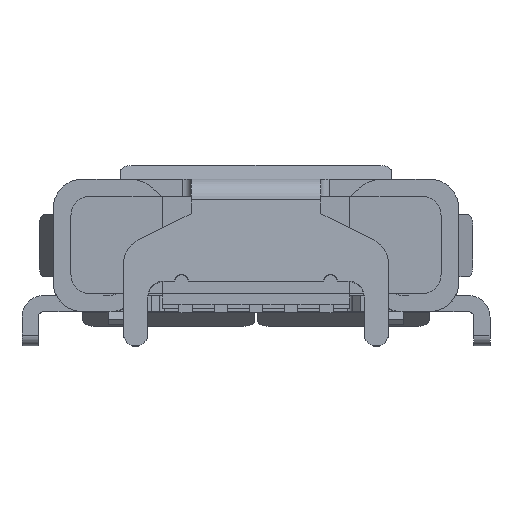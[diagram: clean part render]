
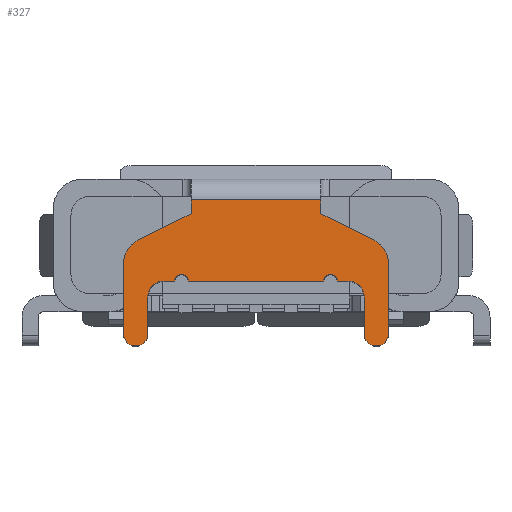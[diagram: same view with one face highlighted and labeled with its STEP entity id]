
A CAD part, top view. The second image highlights one B-rep face of the part: STEP entity #327.
In plain terms, the highlighted planar face has unit normal (0, 0.037, 0.999).
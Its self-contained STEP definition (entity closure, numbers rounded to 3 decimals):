
#327=ADVANCED_FACE('',(#1117),#1118,.T.);
#1117=FACE_OUTER_BOUND('',#2345,.T.);
#1118=PLANE('',#2346);
#2345=EDGE_LOOP('',(#5381,#5382,#5383,#5384,#5385,#5386,#5387,#5388,#5389,#5390,#5391,#5392,#5393,#5394,#5395,#5396,#5397,#5398,#5399,#5400,#5401,#5402,#5403,#5404));
#2346=AXIS2_PLACEMENT_3D('',#5405,#5406,#5407);
#5381=ORIENTED_EDGE('',*,*,#8037,.F.);
#5382=ORIENTED_EDGE('',*,*,#8040,.F.);
#5383=ORIENTED_EDGE('',*,*,#8041,.T.);
#5384=ORIENTED_EDGE('',*,*,#8042,.F.);
#5385=ORIENTED_EDGE('',*,*,#7066,.T.);
#5386=ORIENTED_EDGE('',*,*,#8043,.T.);
#5387=ORIENTED_EDGE('',*,*,#8044,.F.);
#5388=ORIENTED_EDGE('',*,*,#8045,.T.);
#5389=ORIENTED_EDGE('',*,*,#8046,.T.);
#5390=ORIENTED_EDGE('',*,*,#7070,.T.);
#5391=ORIENTED_EDGE('',*,*,#8047,.T.);
#5392=ORIENTED_EDGE('',*,*,#8048,.T.);
#5393=ORIENTED_EDGE('',*,*,#7062,.T.);
#5394=ORIENTED_EDGE('',*,*,#8049,.T.);
#5395=ORIENTED_EDGE('',*,*,#8050,.T.);
#5396=ORIENTED_EDGE('',*,*,#8051,.T.);
#5397=ORIENTED_EDGE('',*,*,#8052,.F.);
#5398=ORIENTED_EDGE('',*,*,#7058,.T.);
#5399=ORIENTED_EDGE('',*,*,#8053,.T.);
#5400=ORIENTED_EDGE('',*,*,#8054,.F.);
#5401=ORIENTED_EDGE('',*,*,#8055,.T.);
#5402=ORIENTED_EDGE('',*,*,#8056,.F.);
#5403=ORIENTED_EDGE('',*,*,#7519,.F.);
#5404=ORIENTED_EDGE('',*,*,#8039,.F.);
#5405=CARTESIAN_POINT('',(-3.876,-1.006,1.803));
#5406=DIRECTION('',(0.0,0.037,0.999));
#5407=DIRECTION('',(1.0,-0.0,0.0));
#7058=EDGE_CURVE('',#8448,#8445,#8449,.T.);
#7062=EDGE_CURVE('',#8456,#8453,#8457,.F.);
#7066=EDGE_CURVE('',#8464,#8461,#8465,.T.);
#7070=EDGE_CURVE('',#8472,#8469,#8473,.F.);
#7519=EDGE_CURVE('',#9303,#9305,#9306,.T.);
#8037=EDGE_CURVE('',#10119,#10121,#10122,.T.);
#8039=EDGE_CURVE('',#10121,#9303,#10124,.T.);
#8040=EDGE_CURVE('',#10125,#10119,#10126,.F.);
#8041=EDGE_CURVE('',#10125,#10127,#10128,.T.);
#8042=EDGE_CURVE('',#8464,#10127,#10129,.F.);
#8043=EDGE_CURVE('',#8461,#10130,#10131,.T.);
#8044=EDGE_CURVE('',#10132,#10130,#10133,.F.);
#8045=EDGE_CURVE('',#10132,#10134,#10135,.F.);
#8046=EDGE_CURVE('',#10134,#8472,#10136,.T.);
#8047=EDGE_CURVE('',#8469,#10137,#10138,.F.);
#8048=EDGE_CURVE('',#10137,#8456,#10139,.T.);
#8049=EDGE_CURVE('',#8453,#10140,#10141,.F.);
#8050=EDGE_CURVE('',#10140,#10142,#10143,.T.);
#8051=EDGE_CURVE('',#10142,#10144,#10145,.F.);
#8052=EDGE_CURVE('',#8448,#10144,#10146,.F.);
#8053=EDGE_CURVE('',#8445,#10147,#10148,.T.);
#8054=EDGE_CURVE('',#10149,#10147,#10150,.F.);
#8055=EDGE_CURVE('',#10149,#10151,#10152,.T.);
#8056=EDGE_CURVE('',#9305,#10151,#10153,.F.);
#8445=VERTEX_POINT('',#10737);
#8448=VERTEX_POINT('',#10741);
#8449=CIRCLE('',#10742,0.225);
#8453=VERTEX_POINT('',#10747);
#8456=VERTEX_POINT('',#10751);
#8457=CIRCLE('',#10752,0.125);
#8461=VERTEX_POINT('',#10757);
#8464=VERTEX_POINT('',#10761);
#8465=CIRCLE('',#10762,0.225);
#8469=VERTEX_POINT('',#10767);
#8472=VERTEX_POINT('',#10771);
#8473=CIRCLE('',#10772,0.125);
#9303=VERTEX_POINT('',#12039);
#9305=VERTEX_POINT('',#12041);
#9306=LINE('',#12042,#12043);
#10119=VERTEX_POINT('',#13303);
#10121=VERTEX_POINT('',#13306);
#10122=LINE('',#13307,#13308);
#10124=LINE('',#13310,#13311);
#10125=VERTEX_POINT('',#13312);
#10126=LINE('',#13313,#13314);
#10127=VERTEX_POINT('',#13315);
#10128=CIRCLE('',#13316,0.5);
#10129=LINE('',#13317,#13318);
#10130=VERTEX_POINT('',#13319);
#10131=CIRCLE('',#13320,0.225);
#10132=VERTEX_POINT('',#13321);
#10133=LINE('',#13322,#13323);
#10134=VERTEX_POINT('',#13324);
#10135=CIRCLE('',#13325,0.3);
#10136=LINE('',#13326,#13327);
#10137=VERTEX_POINT('',#13328);
#10138=CIRCLE('',#13329,0.125);
#10139=LINE('',#13330,#13331);
#10140=VERTEX_POINT('',#13332);
#10141=CIRCLE('',#13333,0.125);
#10142=VERTEX_POINT('',#13334);
#10143=LINE('',#13335,#13336);
#10144=VERTEX_POINT('',#13337);
#10145=CIRCLE('',#13338,0.3);
#10146=LINE('',#13339,#13340);
#10147=VERTEX_POINT('',#13341);
#10148=CIRCLE('',#13342,0.225);
#10149=VERTEX_POINT('',#13343);
#10150=LINE('',#13344,#13345);
#10151=VERTEX_POINT('',#13346);
#10152=CIRCLE('',#13347,0.5);
#10153=LINE('',#13348,#13349);
#10737=CARTESIAN_POINT('',(0.925,-0.935,1.8));
#10741=CARTESIAN_POINT('',(0.7,-0.71,1.792));
#10742=AXIS2_PLACEMENT_3D('',#14279,#14280,#14281);
#10747=CARTESIAN_POINT('',(0.075,0.389,1.751));
#10751=CARTESIAN_POINT('',(-0.05,0.264,1.755));
#10752=AXIS2_PLACEMENT_3D('',#14287,#14288,#14289);
#10757=CARTESIAN_POINT('',(-3.525,-0.935,1.8));
#10761=CARTESIAN_POINT('',(-3.75,-0.71,1.792));
#10762=AXIS2_PLACEMENT_3D('',#14295,#14296,#14297);
#10767=CARTESIAN_POINT('',(-2.675,0.389,1.751));
#10771=CARTESIAN_POINT('',(-2.8,0.264,1.755));
#10772=AXIS2_PLACEMENT_3D('',#14303,#14304,#14305);
#12039=CARTESIAN_POINT('',(-0.1,1.765,1.7));
#12041=CARTESIAN_POINT('',(-0.1,1.51,1.709));
#12042=CARTESIAN_POINT('',(-0.1,0.241,1.756));
#12043=VECTOR('',#14975,1.0);
#13303=CARTESIAN_POINT('',(-2.5,1.51,1.709));
#13306=CARTESIAN_POINT('',(-2.5,1.765,1.7));
#13307=CARTESIAN_POINT('',(-2.5,0.236,1.757));
#13308=VECTOR('',#15704,1.0);
#13310=CARTESIAN_POINT('',(-0.028,1.765,1.7));
#13311=VECTOR('',#15708,1.0);
#13312=CARTESIAN_POINT('',(-3.474,1.023,1.727));
#13313=CARTESIAN_POINT('',(-3.54,0.99,1.729));
#13314=VECTOR('',#15709,1.0);
#13315=CARTESIAN_POINT('',(-3.75,0.576,1.744));
#13316=AXIS2_PLACEMENT_3D('',#15710,#15711,#15712);
#13317=CARTESIAN_POINT('',(-3.75,-0.197,1.773));
#13318=VECTOR('',#15713,1.0);
#13319=CARTESIAN_POINT('',(-3.3,-0.71,1.792));
#13320=AXIS2_PLACEMENT_3D('',#15714,#15715,#15716);
#13321=CARTESIAN_POINT('',(-3.3,-0.036,1.767));
#13322=CARTESIAN_POINT('',(-3.3,-0.868,1.798));
#13323=VECTOR('',#15717,1.0);
#13324=CARTESIAN_POINT('',(-3.,0.264,1.755));
#13325=AXIS2_PLACEMENT_3D('',#15718,#15719,#15720);
#13326=CARTESIAN_POINT('',(-3.334,0.264,1.755));
#13327=VECTOR('',#15721,1.0);
#13328=CARTESIAN_POINT('',(-2.55,0.264,1.755));
#13329=AXIS2_PLACEMENT_3D('',#15722,#15723,#15724);
#13330=CARTESIAN_POINT('',(-1.93,0.264,1.755));
#13331=VECTOR('',#15725,1.0);
#13332=CARTESIAN_POINT('',(0.2,0.264,1.755));
#13333=AXIS2_PLACEMENT_3D('',#15726,#15727,#15728);
#13334=CARTESIAN_POINT('',(0.4,0.264,1.755));
#13335=CARTESIAN_POINT('',(-1.734,0.264,1.755));
#13336=VECTOR('',#15729,1.0);
#13337=CARTESIAN_POINT('',(0.7,-0.036,1.767));
#13338=AXIS2_PLACEMENT_3D('',#15730,#15731,#15732);
#13339=CARTESIAN_POINT('',(0.7,-0.511,1.784));
#13340=VECTOR('',#15733,1.0);
#13341=CARTESIAN_POINT('',(1.15,-0.71,1.792));
#13342=AXIS2_PLACEMENT_3D('',#15734,#15735,#15736);
#13343=CARTESIAN_POINT('',(1.15,0.576,1.744));
#13344=CARTESIAN_POINT('',(1.15,-0.876,1.798));
#13345=VECTOR('',#15737,1.0);
#13346=CARTESIAN_POINT('',(0.874,1.023,1.727));
#13347=AXIS2_PLACEMENT_3D('',#15738,#15739,#15740);
#13348=CARTESIAN_POINT('',(-0.606,1.763,1.7));
#13349=VECTOR('',#15741,1.0);
#14279=CARTESIAN_POINT('',(0.925,-0.71,1.792));
#14280=DIRECTION('',(0.0,0.037,0.999));
#14281=DIRECTION('',(0.0,0.999,-0.037));
#14287=CARTESIAN_POINT('',(0.075,0.264,1.755));
#14288=DIRECTION('',(0.0,0.037,0.999));
#14289=DIRECTION('',(0.0,0.999,-0.037));
#14295=CARTESIAN_POINT('',(-3.525,-0.71,1.792));
#14296=DIRECTION('',(0.0,0.037,0.999));
#14297=DIRECTION('',(0.0,0.999,-0.037));
#14303=CARTESIAN_POINT('',(-2.675,0.264,1.755));
#14304=DIRECTION('',(0.0,0.037,0.999));
#14305=DIRECTION('',(0.0,0.999,-0.037));
#14975=DIRECTION('',(0.0,-0.999,0.037));
#15704=DIRECTION('',(0.0,0.999,-0.037));
#15708=DIRECTION('',(1.0,-0.0,0.0));
#15709=DIRECTION('',(-0.894,-0.447,0.017));
#15710=CARTESIAN_POINT('',(-3.25,0.576,1.744));
#15711=DIRECTION('',(0.0,0.037,0.999));
#15712=DIRECTION('',(0.0,0.999,-0.037));
#15713=DIRECTION('',(0.0,-0.999,0.037));
#15714=CARTESIAN_POINT('',(-3.525,-0.71,1.792));
#15715=DIRECTION('',(0.0,0.037,0.999));
#15716=DIRECTION('',(0.0,0.999,-0.037));
#15717=DIRECTION('',(0.0,0.999,-0.037));
#15718=CARTESIAN_POINT('',(-3.,-0.036,1.767));
#15719=DIRECTION('',(0.0,0.037,0.999));
#15720=DIRECTION('',(0.0,-0.999,0.037));
#15721=DIRECTION('',(1.0,0.0,-0.0));
#15722=CARTESIAN_POINT('',(-2.675,0.264,1.755));
#15723=DIRECTION('',(0.0,0.037,0.999));
#15724=DIRECTION('',(0.0,0.999,-0.037));
#15725=DIRECTION('',(1.0,0.0,-0.0));
#15726=CARTESIAN_POINT('',(0.075,0.264,1.755));
#15727=DIRECTION('',(0.0,0.037,0.999));
#15728=DIRECTION('',(0.0,0.999,-0.037));
#15729=DIRECTION('',(1.0,0.0,-0.0));
#15730=CARTESIAN_POINT('',(0.4,-0.036,1.767));
#15731=DIRECTION('',(0.0,0.037,0.999));
#15732=DIRECTION('',(0.0,-0.999,0.037));
#15733=DIRECTION('',(0.0,-0.999,0.037));
#15734=CARTESIAN_POINT('',(0.925,-0.71,1.792));
#15735=DIRECTION('',(0.0,0.037,0.999));
#15736=DIRECTION('',(0.0,0.999,-0.037));
#15737=DIRECTION('',(0.0,0.999,-0.037));
#15738=CARTESIAN_POINT('',(0.65,0.576,1.744));
#15739=DIRECTION('',(0.0,0.037,0.999));
#15740=DIRECTION('',(0.0,-0.999,0.037));
#15741=DIRECTION('',(-0.894,0.447,-0.017));
